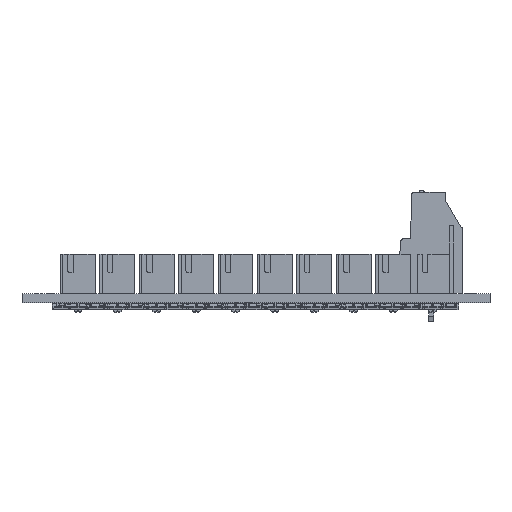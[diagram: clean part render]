
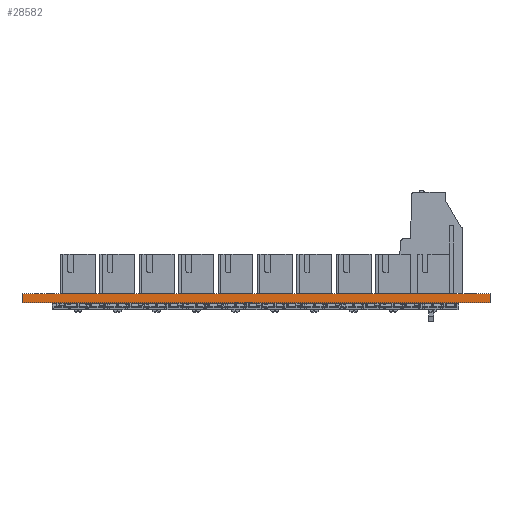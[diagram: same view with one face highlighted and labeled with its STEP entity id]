
A CAD part, left-side view. The second image highlights one B-rep face of the part: STEP entity #28582.
In plain terms, the highlighted planar face has unit normal (-1, 0, 0).
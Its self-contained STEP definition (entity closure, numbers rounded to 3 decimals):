
#28582 = ADVANCED_FACE('',(#28583),#28597,.F.);
#28583 = FACE_BOUND('',#28584,.F.);
#28584 = EDGE_LOOP('',(#28585,#28620,#28648,#28676));
#28585 = ORIENTED_EDGE('',*,*,#28586,.T.);
#28586 = EDGE_CURVE('',#28587,#28589,#28591,.T.);
#28587 = VERTEX_POINT('',#28588);
#28588 = CARTESIAN_POINT('',(66.,-61.,0.));
#28589 = VERTEX_POINT('',#28590);
#28590 = CARTESIAN_POINT('',(66.,-61.,1.6));
#28591 = SURFACE_CURVE('',#28592,(#28596,#28608),.PCURVE_S1.);
#28592 = LINE('',#28593,#28594);
#28593 = CARTESIAN_POINT('',(66.,-61.,0.));
#28594 = VECTOR('',#28595,1.);
#28595 = DIRECTION('',(0.,0.,1.));
#28596 = PCURVE('',#28597,#28602);
#28597 = PLANE('',#28598);
#28598 = AXIS2_PLACEMENT_3D('',#28599,#28600,#28601);
#28599 = CARTESIAN_POINT('',(66.,-61.,0.));
#28600 = DIRECTION('',(1.,0.,0.));
#28601 = DIRECTION('',(0.,-1.,0.));
#28602 = DEFINITIONAL_REPRESENTATION('',(#28603),#28607);
#28603 = LINE('',#28604,#28605);
#28604 = CARTESIAN_POINT('',(0.,0.));
#28605 = VECTOR('',#28606,1.);
#28606 = DIRECTION('',(0.,-1.));
#28607 = ( GEOMETRIC_REPRESENTATION_CONTEXT(2) 
PARAMETRIC_REPRESENTATION_CONTEXT() REPRESENTATION_CONTEXT('2D SPACE',''
  ) );
#28608 = PCURVE('',#28609,#28614);
#28609 = PLANE('',#28610);
#28610 = AXIS2_PLACEMENT_3D('',#28611,#28612,#28613);
#28611 = CARTESIAN_POINT('',(149.,-61.,0.));
#28612 = DIRECTION('',(0.,-1.,0.));
#28613 = DIRECTION('',(-1.,0.,0.));
#28614 = DEFINITIONAL_REPRESENTATION('',(#28615),#28619);
#28615 = LINE('',#28616,#28617);
#28616 = CARTESIAN_POINT('',(83.,0.));
#28617 = VECTOR('',#28618,1.);
#28618 = DIRECTION('',(0.,-1.));
#28619 = ( GEOMETRIC_REPRESENTATION_CONTEXT(2) 
PARAMETRIC_REPRESENTATION_CONTEXT() REPRESENTATION_CONTEXT('2D SPACE',''
  ) );
#28620 = ORIENTED_EDGE('',*,*,#28621,.T.);
#28621 = EDGE_CURVE('',#28589,#28622,#28624,.T.);
#28622 = VERTEX_POINT('',#28623);
#28623 = CARTESIAN_POINT('',(66.,-144.,1.6));
#28624 = SURFACE_CURVE('',#28625,(#28629,#28636),.PCURVE_S1.);
#28625 = LINE('',#28626,#28627);
#28626 = CARTESIAN_POINT('',(66.,-61.,1.6));
#28627 = VECTOR('',#28628,1.);
#28628 = DIRECTION('',(0.,-1.,0.));
#28629 = PCURVE('',#28597,#28630);
#28630 = DEFINITIONAL_REPRESENTATION('',(#28631),#28635);
#28631 = LINE('',#28632,#28633);
#28632 = CARTESIAN_POINT('',(0.,-1.6));
#28633 = VECTOR('',#28634,1.);
#28634 = DIRECTION('',(1.,0.));
#28635 = ( GEOMETRIC_REPRESENTATION_CONTEXT(2) 
PARAMETRIC_REPRESENTATION_CONTEXT() REPRESENTATION_CONTEXT('2D SPACE',''
  ) );
#28636 = PCURVE('',#28637,#28642);
#28637 = PLANE('',#28638);
#28638 = AXIS2_PLACEMENT_3D('',#28639,#28640,#28641);
#28639 = CARTESIAN_POINT('',(107.5,-102.5,1.6));
#28640 = DIRECTION('',(0.,0.,1.));
#28641 = DIRECTION('',(1.,0.,0.));
#28642 = DEFINITIONAL_REPRESENTATION('',(#28643),#28647);
#28643 = LINE('',#28644,#28645);
#28644 = CARTESIAN_POINT('',(-41.5,41.5));
#28645 = VECTOR('',#28646,1.);
#28646 = DIRECTION('',(0.,-1.));
#28647 = ( GEOMETRIC_REPRESENTATION_CONTEXT(2) 
PARAMETRIC_REPRESENTATION_CONTEXT() REPRESENTATION_CONTEXT('2D SPACE',''
  ) );
#28648 = ORIENTED_EDGE('',*,*,#28649,.F.);
#28649 = EDGE_CURVE('',#28650,#28622,#28652,.T.);
#28650 = VERTEX_POINT('',#28651);
#28651 = CARTESIAN_POINT('',(66.,-144.,0.));
#28652 = SURFACE_CURVE('',#28653,(#28657,#28664),.PCURVE_S1.);
#28653 = LINE('',#28654,#28655);
#28654 = CARTESIAN_POINT('',(66.,-144.,0.));
#28655 = VECTOR('',#28656,1.);
#28656 = DIRECTION('',(0.,0.,1.));
#28657 = PCURVE('',#28597,#28658);
#28658 = DEFINITIONAL_REPRESENTATION('',(#28659),#28663);
#28659 = LINE('',#28660,#28661);
#28660 = CARTESIAN_POINT('',(83.,0.));
#28661 = VECTOR('',#28662,1.);
#28662 = DIRECTION('',(0.,-1.));
#28663 = ( GEOMETRIC_REPRESENTATION_CONTEXT(2) 
PARAMETRIC_REPRESENTATION_CONTEXT() REPRESENTATION_CONTEXT('2D SPACE',''
  ) );
#28664 = PCURVE('',#28665,#28670);
#28665 = PLANE('',#28666);
#28666 = AXIS2_PLACEMENT_3D('',#28667,#28668,#28669);
#28667 = CARTESIAN_POINT('',(66.,-144.,0.));
#28668 = DIRECTION('',(0.,1.,0.));
#28669 = DIRECTION('',(1.,0.,0.));
#28670 = DEFINITIONAL_REPRESENTATION('',(#28671),#28675);
#28671 = LINE('',#28672,#28673);
#28672 = CARTESIAN_POINT('',(0.,0.));
#28673 = VECTOR('',#28674,1.);
#28674 = DIRECTION('',(0.,-1.));
#28675 = ( GEOMETRIC_REPRESENTATION_CONTEXT(2) 
PARAMETRIC_REPRESENTATION_CONTEXT() REPRESENTATION_CONTEXT('2D SPACE',''
  ) );
#28676 = ORIENTED_EDGE('',*,*,#28677,.F.);
#28677 = EDGE_CURVE('',#28587,#28650,#28678,.T.);
#28678 = SURFACE_CURVE('',#28679,(#28683,#28690),.PCURVE_S1.);
#28679 = LINE('',#28680,#28681);
#28680 = CARTESIAN_POINT('',(66.,-61.,0.));
#28681 = VECTOR('',#28682,1.);
#28682 = DIRECTION('',(0.,-1.,0.));
#28683 = PCURVE('',#28597,#28684);
#28684 = DEFINITIONAL_REPRESENTATION('',(#28685),#28689);
#28685 = LINE('',#28686,#28687);
#28686 = CARTESIAN_POINT('',(0.,0.));
#28687 = VECTOR('',#28688,1.);
#28688 = DIRECTION('',(1.,0.));
#28689 = ( GEOMETRIC_REPRESENTATION_CONTEXT(2) 
PARAMETRIC_REPRESENTATION_CONTEXT() REPRESENTATION_CONTEXT('2D SPACE',''
  ) );
#28690 = PCURVE('',#28691,#28696);
#28691 = PLANE('',#28692);
#28692 = AXIS2_PLACEMENT_3D('',#28693,#28694,#28695);
#28693 = CARTESIAN_POINT('',(107.5,-102.5,0.));
#28694 = DIRECTION('',(0.,0.,1.));
#28695 = DIRECTION('',(1.,0.,0.));
#28696 = DEFINITIONAL_REPRESENTATION('',(#28697),#28701);
#28697 = LINE('',#28698,#28699);
#28698 = CARTESIAN_POINT('',(-41.5,41.5));
#28699 = VECTOR('',#28700,1.);
#28700 = DIRECTION('',(0.,-1.));
#28701 = ( GEOMETRIC_REPRESENTATION_CONTEXT(2) 
PARAMETRIC_REPRESENTATION_CONTEXT() REPRESENTATION_CONTEXT('2D SPACE',''
  ) );
